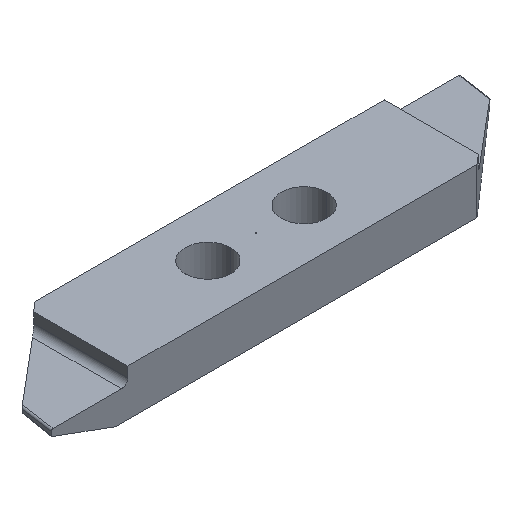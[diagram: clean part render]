
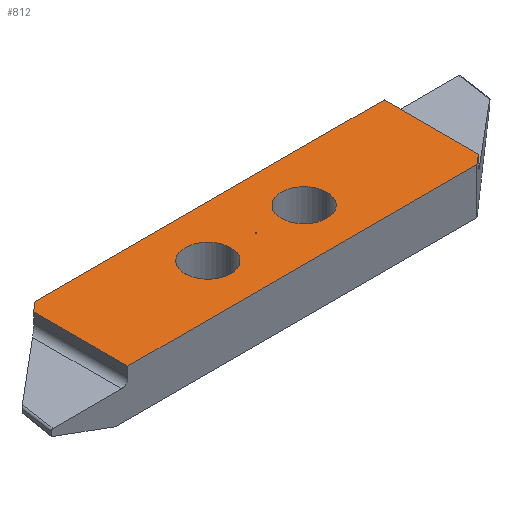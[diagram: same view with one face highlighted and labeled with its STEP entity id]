
A CAD part, isometric view. The second image highlights one B-rep face of the part: STEP entity #812.
In plain terms, the highlighted planar face has unit normal (0, 0, 1).
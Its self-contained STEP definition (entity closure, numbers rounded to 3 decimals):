
#11 = ORIENTED_EDGE ( 'NONE', *, *, #1000, .T. ) ;
#42 = CARTESIAN_POINT ( 'NONE',  ( 34.75, 0., 1.8 ) ) ;
#56 = DIRECTION ( 'NONE',  ( 1., 0., 0. ) ) ;
#66 = CARTESIAN_POINT ( 'NONE',  ( 20.745, 4.188, 1.8 ) ) ;
#85 = DIRECTION ( 'NONE',  ( -1., 0., 0. ) ) ;
#88 = AXIS2_PLACEMENT_3D ( 'NONE', #871, #318, #464 ) ;
#91 = ORIENTED_EDGE ( 'NONE', *, *, #248, .T. ) ;
#108 = VERTEX_POINT ( 'NONE', #747 ) ;
#114 = CIRCLE ( 'NONE', #413, 1.775 ) ;
#116 = CARTESIAN_POINT ( 'NONE',  ( 41.199, 6.235, 1.8 ) ) ;
#120 = CARTESIAN_POINT ( 'NONE',  ( 20.75, 4.188, 1.8 ) ) ;
#129 = CARTESIAN_POINT ( 'NONE',  ( 17., 4.188, 1.8 ) ) ;
#131 = ORIENTED_EDGE ( 'NONE', *, *, #489, .F. ) ;
#149 = CARTESIAN_POINT ( 'NONE',  ( 18.775, 4.188, 1.8 ) ) ;
#157 = VECTOR ( 'NONE', #935, 1000. ) ;
#172 = DIRECTION ( 'NONE',  ( 0., 0., 1. ) ) ;
#173 = VECTOR ( 'NONE', #85, 1000. ) ;
#187 = EDGE_CURVE ( 'NONE', #784, #705, #734, .T. ) ;
#191 = LINE ( 'NONE', #116, #574 ) ;
#193 = CARTESIAN_POINT ( 'NONE',  ( 6.75, 7.552, 1.8 ) ) ;
#197 = CARTESIAN_POINT ( 'NONE',  ( 6.75, 0.188, 1.8 ) ) ;
#201 = EDGE_LOOP ( 'NONE', ( #11, #91 ) ) ;
#213 = PLANE ( 'NONE',  #891 ) ;
#218 = CIRCLE ( 'NONE', #804, 0.005 ) ;
#227 = ORIENTED_EDGE ( 'NONE', *, *, #522, .T. ) ;
#248 = EDGE_CURVE ( 'NONE', #594, #438, #635, .T. ) ;
#257 = DIRECTION ( 'NONE',  ( -0.766, -0.643, 0. ) ) ;
#262 = CARTESIAN_POINT ( 'NONE',  ( 7.508, 8.188, 1.8 ) ) ;
#263 = VERTEX_POINT ( 'NONE', #310 ) ;
#291 = EDGE_CURVE ( 'NONE', #108, #387, #951, .T. ) ;
#310 = CARTESIAN_POINT ( 'NONE',  ( 34.75, 0.823, 1.8 ) ) ;
#318 = DIRECTION ( 'NONE',  ( 0., 0., 1. ) ) ;
#322 = VERTEX_POINT ( 'NONE', #262 ) ;
#334 = LINE ( 'NONE', #568, #857 ) ;
#354 = DIRECTION ( 'NONE',  ( 0., 0., 1. ) ) ;
#358 = DIRECTION ( 'NONE',  ( 0., 1., 0. ) ) ;
#372 = LINE ( 'NONE', #614, #157 ) ;
#387 = VERTEX_POINT ( 'NONE', #197 ) ;
#400 = AXIS2_PLACEMENT_3D ( 'NONE', #887, #172, #808 ) ;
#403 = EDGE_LOOP ( 'NONE', ( #441, #616, #227, #870, #930, #473 ) ) ;
#413 = AXIS2_PLACEMENT_3D ( 'NONE', #129, #354, #695 ) ;
#423 = CIRCLE ( 'NONE', #400, 1.775 ) ;
#428 = DIRECTION ( 'NONE',  ( 0.766, 0.643, 0. ) ) ;
#430 = DIRECTION ( 'NONE',  ( 1., 0., 0. ) ) ;
#438 = VERTEX_POINT ( 'NONE', #66 ) ;
#441 = ORIENTED_EDGE ( 'NONE', *, *, #978, .F. ) ;
#444 = VERTEX_POINT ( 'NONE', #149 ) ;
#459 = CARTESIAN_POINT ( 'NONE',  ( 20.75, 4.188, 1.8 ) ) ;
#464 = DIRECTION ( 'NONE',  ( 1., 0., 0. ) ) ;
#473 = ORIENTED_EDGE ( 'NONE', *, *, #772, .T. ) ;
#489 = EDGE_CURVE ( 'NONE', #705, #784, #806, .T. ) ;
#511 = LINE ( 'NONE', #1009, #969 ) ;
#514 = AXIS2_PLACEMENT_3D ( 'NONE', #605, #527, #56 ) ;
#522 = EDGE_CURVE ( 'NONE', #1010, #387, #372, .T. ) ;
#523 = EDGE_LOOP ( 'NONE', ( #770, #794 ) ) ;
#527 = DIRECTION ( 'NONE',  ( 0., 0., 1. ) ) ;
#530 = CARTESIAN_POINT ( 'NONE',  ( 40.323, 0., 1.8 ) ) ;
#532 = CARTESIAN_POINT ( 'NONE',  ( 15.225, 4.188, 1.8 ) ) ;
#551 = CARTESIAN_POINT ( 'NONE',  ( 40.323, 0.188, 1.8 ) ) ;
#565 = CARTESIAN_POINT ( 'NONE',  ( 34.75, 8.188, 1.8 ) ) ;
#568 = CARTESIAN_POINT ( 'NONE',  ( 0.301, 2.14, 1.8 ) ) ;
#574 = VECTOR ( 'NONE', #428, 1000. ) ;
#594 = VERTEX_POINT ( 'NONE', #882 ) ;
#605 = CARTESIAN_POINT ( 'NONE',  ( 24.5, 4.188, 1.8 ) ) ;
#612 = FACE_BOUND ( 'NONE', #823, .T. ) ;
#614 = CARTESIAN_POINT ( 'NONE',  ( 6.75, 8.375, 1.8 ) ) ;
#616 = ORIENTED_EDGE ( 'NONE', *, *, #653, .T. ) ;
#619 = VERTEX_POINT ( 'NONE', #565 ) ;
#623 = FACE_BOUND ( 'NONE', #523, .T. ) ;
#635 = CIRCLE ( 'NONE', #1016, 0.005 ) ;
#653 = EDGE_CURVE ( 'NONE', #322, #1010, #334, .T. ) ;
#665 = CARTESIAN_POINT ( 'NONE',  ( 22.725, 4.188, 1.8 ) ) ;
#695 = DIRECTION ( 'NONE',  ( 1., 0., 0. ) ) ;
#705 = VERTEX_POINT ( 'NONE', #665 ) ;
#734 = CIRCLE ( 'NONE', #514, 1.775 ) ;
#747 = CARTESIAN_POINT ( 'NONE',  ( 33.992, 0.187, 1.8 ) ) ;
#749 = EDGE_CURVE ( 'NONE', #108, #263, #191, .T. ) ;
#757 = LINE ( 'NONE', #42, #939 ) ;
#770 = ORIENTED_EDGE ( 'NONE', *, *, #886, .F. ) ;
#772 = EDGE_CURVE ( 'NONE', #263, #619, #757, .T. ) ;
#780 = DIRECTION ( 'NONE',  ( -1., 0., 0. ) ) ;
#784 = VERTEX_POINT ( 'NONE', #844 ) ;
#794 = ORIENTED_EDGE ( 'NONE', *, *, #1011, .F. ) ;
#804 = AXIS2_PLACEMENT_3D ( 'NONE', #120, #846, #430 ) ;
#806 = CIRCLE ( 'NONE', #88, 1.775 ) ;
#808 = DIRECTION ( 'NONE',  ( 1., 0., 0. ) ) ;
#812 = ADVANCED_FACE ( 'NONE', ( #623, #612, #953, #933 ), #213, .F. ) ;
#823 = EDGE_LOOP ( 'NONE', ( #1004, #131 ) ) ;
#834 = DIRECTION ( 'NONE',  ( 1., 0., 0. ) ) ;
#844 = CARTESIAN_POINT ( 'NONE',  ( 26.275, 4.188, 1.8 ) ) ;
#846 = DIRECTION ( 'NONE',  ( 0., 0., -1. ) ) ;
#857 = VECTOR ( 'NONE', #257, 1000. ) ;
#858 = DIRECTION ( 'NONE',  ( 0., 0., -1. ) ) ;
#870 = ORIENTED_EDGE ( 'NONE', *, *, #291, .F. ) ;
#871 = CARTESIAN_POINT ( 'NONE',  ( 24.5, 4.188, 1.8 ) ) ;
#882 = CARTESIAN_POINT ( 'NONE',  ( 20.755, 4.188, 1.8 ) ) ;
#884 = DIRECTION ( 'NONE',  ( 0., 0., -1. ) ) ;
#886 = EDGE_CURVE ( 'NONE', #444, #1033, #423, .T. ) ;
#887 = CARTESIAN_POINT ( 'NONE',  ( 17., 4.188, 1.8 ) ) ;
#891 = AXIS2_PLACEMENT_3D ( 'NONE', #530, #858, #780 ) ;
#930 = ORIENTED_EDGE ( 'NONE', *, *, #749, .T. ) ;
#933 = FACE_OUTER_BOUND ( 'NONE', #403, .T. ) ;
#935 = DIRECTION ( 'NONE',  ( 0., -1., 0. ) ) ;
#939 = VECTOR ( 'NONE', #358, 1000. ) ;
#951 = LINE ( 'NONE', #551, #173 ) ;
#953 = FACE_BOUND ( 'NONE', #201, .T. ) ;
#969 = VECTOR ( 'NONE', #834, 1000. ) ;
#978 = EDGE_CURVE ( 'NONE', #322, #619, #511, .T. ) ;
#1000 = EDGE_CURVE ( 'NONE', #438, #594, #218, .T. ) ;
#1004 = ORIENTED_EDGE ( 'NONE', *, *, #187, .F. ) ;
#1009 = CARTESIAN_POINT ( 'NONE',  ( 40.323, 8.188, 1.8 ) ) ;
#1010 = VERTEX_POINT ( 'NONE', #193 ) ;
#1011 = EDGE_CURVE ( 'NONE', #1033, #444, #114, .T. ) ;
#1016 = AXIS2_PLACEMENT_3D ( 'NONE', #459, #884, #1017 ) ;
#1017 = DIRECTION ( 'NONE',  ( 1., 0., 0. ) ) ;
#1033 = VERTEX_POINT ( 'NONE', #532 ) ;
